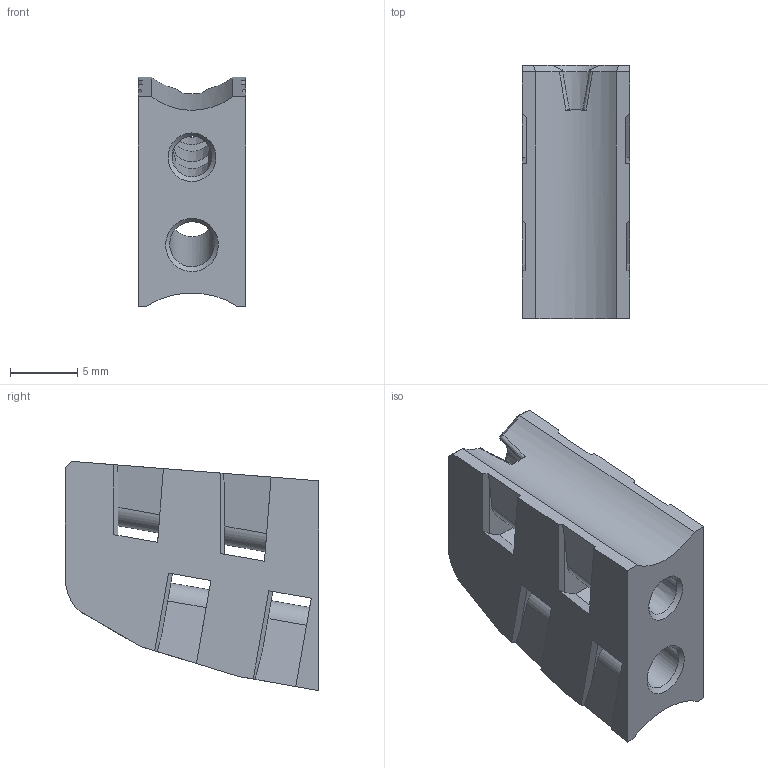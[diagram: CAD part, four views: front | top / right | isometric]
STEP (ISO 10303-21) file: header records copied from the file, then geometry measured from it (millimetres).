
FILE_DESCRIPTION(('FreeCAD Model'),'2;1');
FILE_NAME('wire-nount-B.step','2020-06-22T19:18:42',('Author'),(''), 'Open CASCADE STEP processor 7.3','FreeCAD','Unknown');
FILE_SCHEMA(('AUTOMOTIVE_DESIGN { 1 0 10303 214 1 1 1 1 }'));
Length unit declared in the file: millimetre
Products named in the file (1): cable_guide_back_b
Bounding box: 8 x 18.8 x 17 mm (x, y, z)
Volume: 1290.2 mm3; surface area: 1598.5 mm2
Topology: 1 solids, 1 shells, 108 faces, 357 edges, 238 vertices
Faces by surface type: plane 78, bspline 12, cylinder 12, cone 4, torus 2
Full cylindrical faces by diameter (mm): 3.3 x1
Entity records: 11430 total; most frequent: CARTESIAN_POINT 4766, DIRECTION 1094, LINE 792, VECTOR 792, ORIENTED_EDGE 714, PCURVE 714, DEFINITIONAL_REPRESENTATION 714, EDGE_CURVE 357
